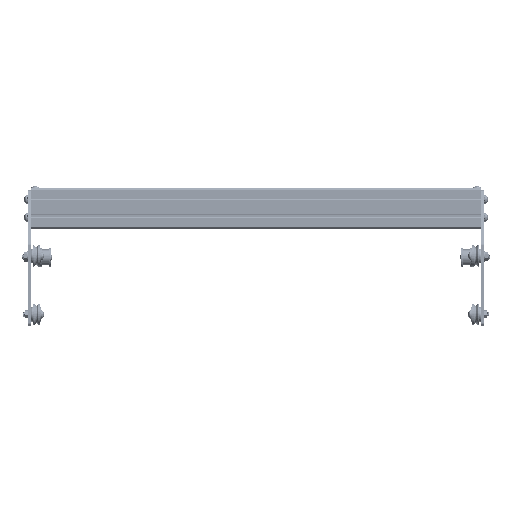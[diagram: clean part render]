
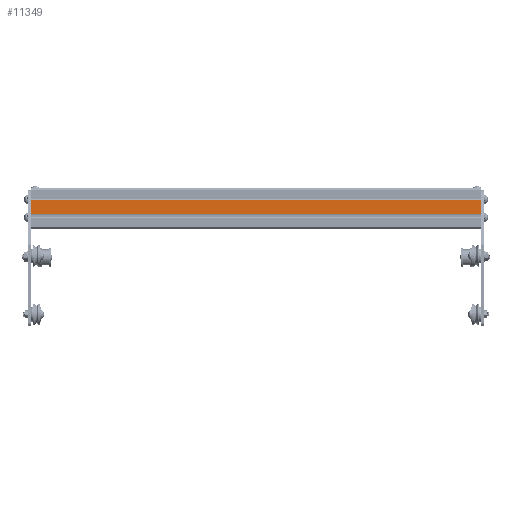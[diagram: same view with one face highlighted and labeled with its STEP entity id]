
A CAD part, top view. The second image highlights one B-rep face of the part: STEP entity #11349.
In plain terms, the highlighted face is planar.
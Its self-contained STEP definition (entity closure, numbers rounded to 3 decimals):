
#1404=LINE($,#15083,#2000);
#1414=LINE($,#15106,#2010);
#1623=LINE($,#15560,#2219);
#1624=LINE($,#15562,#2220);
#2000=VECTOR($,#12706,16.4);
#2010=VECTOR($,#12720,16.4);
#2219=VECTOR($,#13195,500.);
#2220=VECTOR($,#13198,500.);
#2597=PLANE($,#11874);
#3045=FACE_OUTER_BOUND($,#3494,.T.);
#3494=EDGE_LOOP($,(#8249,#8250,#8251,#8252));
#4429=VERTEX_POINT($,#15080);
#4430=VERTEX_POINT($,#15082);
#4440=VERTEX_POINT($,#15103);
#4441=VERTEX_POINT($,#15105);
#5885=EDGE_CURVE($,#4430,#4429,#1404,.T.);
#5896=EDGE_CURVE($,#4440,#4441,#1414,.T.);
#6124=EDGE_CURVE($,#4441,#4429,#1623,.T.);
#6125=EDGE_CURVE($,#4440,#4430,#1624,.T.);
#8249=ORIENTED_EDGE($,*,*,#6125,.T.);
#8250=ORIENTED_EDGE($,*,*,#5885,.T.);
#8251=ORIENTED_EDGE($,*,*,#6124,.F.);
#8252=ORIENTED_EDGE($,*,*,#5896,.F.);
#11349=ADVANCED_FACE($,(#3045),#2597,.T.);
#11874=AXIS2_PLACEMENT_3D($,#15561,#13196,#13197);
#12706=DIRECTION($,(0.,1.,0.));
#12720=DIRECTION($,(0.,1.,0.));
#13195=DIRECTION($,(0.,0.,-1.));
#13196=DIRECTION('center_axis',(1.,0.,0.));
#13197=DIRECTION('ref_axis',(0.,0.,-1.));
#13198=DIRECTION($,(0.,0.,-1.));
#15080=CARTESIAN_POINT('',(10.,6.7,-400.));
#15082=CARTESIAN_POINT('',(10.,-9.7,-400.));
#15083=CARTESIAN_POINT($,(10.,6.7,-400.));
#15103=CARTESIAN_POINT('',(10.,-9.7,100.));
#15105=CARTESIAN_POINT('',(10.,6.7,100.));
#15106=CARTESIAN_POINT($,(10.,-9.7,100.));
#15560=CARTESIAN_POINT($,(10.,6.7,0.));
#15561=CARTESIAN_POINT('Origin',(10.,-20.,0.));
#15562=CARTESIAN_POINT($,(10.,-9.7,0.));
